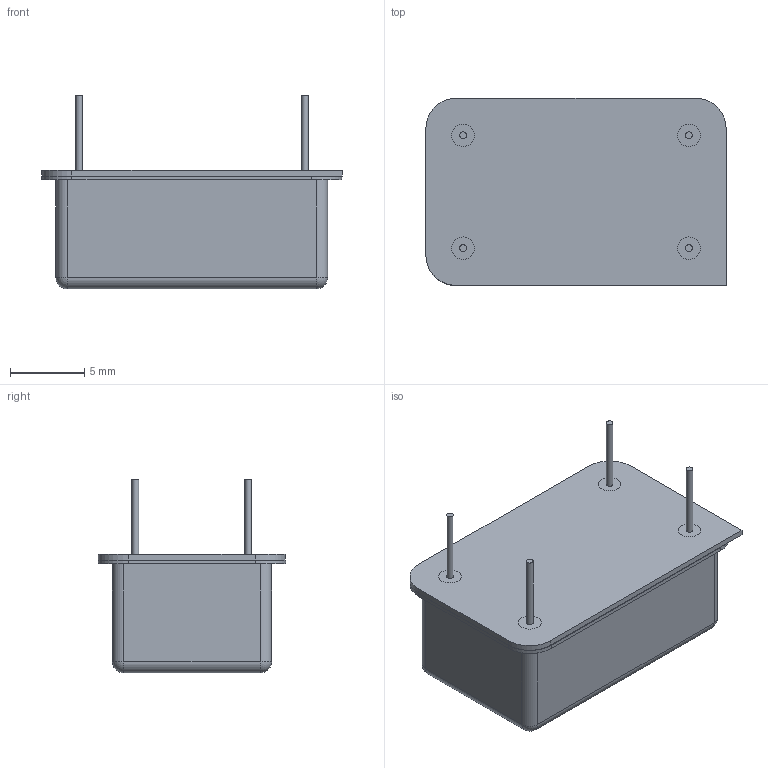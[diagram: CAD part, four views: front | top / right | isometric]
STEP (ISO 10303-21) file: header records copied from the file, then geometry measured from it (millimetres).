
FILE_DESCRIPTION (( 'STEP AP203' ), '1' );
FILE_NAME ('211 Series 14DIL.STEP', '2012-09-28T15:15:41', ( '' ), ( '' ), 'SwSTEP 2.0', 'SolidWorks 2012', '' );
FILE_SCHEMA (( 'CONFIG_CONTROL_DESIGN' ));
Products named in the file (5): 211 Series 14DIL; 14pin DIL cover_H=0.310; pin_018; Glasspin_018; 14pin DIL_base_0505B pin=0.464
Assembly tree (10 placements, depth 2):
  211 Series 14DIL
    14pin DIL_base_0505B pin=0.464
    Glasspin_018  x4
    pin_018  x4
    14pin DIL cover_H=0.310
Bounding box: 20.27 x 12.65 x 13.08 mm (x, y, z)
Volume: 470 mm3; surface area: 2060.7 mm2
Topology: 10 solids, 10 shells, 984 faces, 2537 edges, 1674 vertices
Faces by surface type: plane 549, bspline 372, cylinder 43, cone 12, sphere 8
Full cylindrical faces by diameter (mm): 0.457 x8, 1.524 x8
Entity records: 48318 total; most frequent: CARTESIAN_POINT 26515, ORIENTED_EDGE 4982, DIRECTION 3039, EDGE_CURVE 2491, VECTOR 1663, LINE 1663, VERTEX_POINT 1652, EDGE_LOOP 1089
